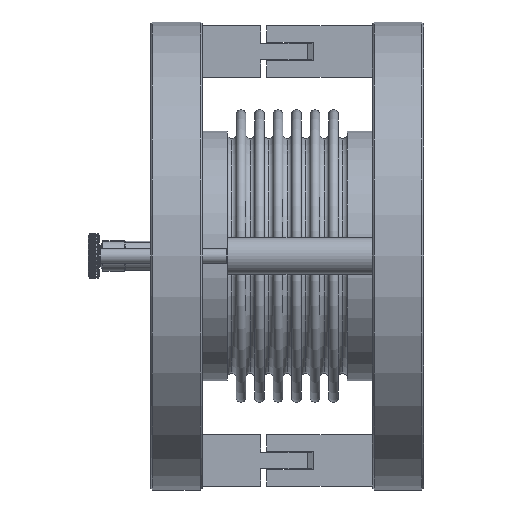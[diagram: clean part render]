
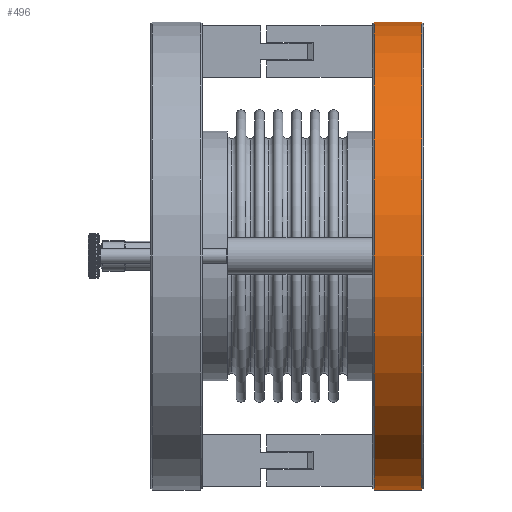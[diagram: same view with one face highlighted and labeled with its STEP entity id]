
A CAD part, left-side view. The second image highlights one B-rep face of the part: STEP entity #496.
In plain terms, the highlighted cylindrical face has radius 101.219 mm (diameter 202.438 mm), a partial arc.
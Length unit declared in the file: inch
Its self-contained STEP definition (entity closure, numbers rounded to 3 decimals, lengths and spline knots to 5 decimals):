
#496 = ADVANCED_FACE ( 'NONE', ( #15437 ), #15438, .T. ) ;
#2777 = DIRECTION ( 'NONE',  ( 0., 0., 1. ) ) ;
#2783 = DIRECTION ( 'NONE',  ( 0., 1., 0. ) ) ;
#2784 = CARTESIAN_POINT ( 'NONE',  ( 0., 0.03, 0. ) ) ;
#2849 = DIRECTION ( 'NONE',  ( 0., -1., 0. ) ) ;
#2857 = DIRECTION ( 'NONE',  ( 0., -1., 0. ) ) ;
#2860 = CARTESIAN_POINT ( 'NONE',  ( 0., 0.875, 3.985 ) ) ;
#2870 = CARTESIAN_POINT ( 'NONE',  ( 0., 0.875, -3.985 ) ) ;
#4392 = CARTESIAN_POINT ( 'NONE',  ( 0., 0.03, 3.985 ) ) ;
#4402 = CARTESIAN_POINT ( 'NONE',  ( 0., 0.03, -3.985 ) ) ;
#5373 = DIRECTION ( 'NONE',  ( 0., 0., 1. ) ) ;
#5386 = DIRECTION ( 'NONE',  ( 0., -1., 0. ) ) ;
#5389 = CARTESIAN_POINT ( 'NONE',  ( 0., 0.845, 0. ) ) ;
#11125 = EDGE_LOOP ( 'NONE', ( #23161, #23150, #15899, #15878 ) ) ;
#12137 = CARTESIAN_POINT ( 'NONE',  ( 0., 0.845, 3.985 ) ) ;
#12776 = VERTEX_POINT ( 'NONE', #29410 ) ;
#12931 = VERTEX_POINT ( 'NONE', #12137 ) ;
#14885 = CIRCLE ( 'NONE', #27767, 3.985 ) ;
#15071 = LINE ( 'NONE', #2860, #15075 ) ;
#15075 = VECTOR ( 'NONE', #2857, 39.37008 ) ;
#15080 = VECTOR ( 'NONE', #2849, 39.37008 ) ;
#15082 = LINE ( 'NONE', #2870, #15080 ) ;
#15112 = CIRCLE ( 'NONE', #27728, 3.985 ) ;
#15437 = FACE_OUTER_BOUND ( 'NONE', #11125, .T. ) ;
#15438 = CYLINDRICAL_SURFACE ( 'NONE', #23342, 3.985 ) ;
#15878 = ORIENTED_EDGE ( 'NONE', *, *, #22804, .F. ) ;
#15899 = ORIENTED_EDGE ( 'NONE', *, *, #22864, .T. ) ;
#17949 = CARTESIAN_POINT ( 'NONE',  ( 0., 0.875, 0. ) ) ;
#18465 = DIRECTION ( 'NONE',  ( 0., 0., 1. ) ) ;
#18467 = DIRECTION ( 'NONE',  ( 0., -1., 0. ) ) ;
#22342 = EDGE_CURVE ( 'NONE', #12931, #12776, #14885, .T. ) ;
#22804 = EDGE_CURVE ( 'NONE', #12931, #28314, #15071, .T. ) ;
#22812 = EDGE_CURVE ( 'NONE', #12776, #28312, #15082, .T. ) ;
#22864 = EDGE_CURVE ( 'NONE', #28312, #28314, #15112, .T. ) ;
#23150 = ORIENTED_EDGE ( 'NONE', *, *, #22812, .T. ) ;
#23161 = ORIENTED_EDGE ( 'NONE', *, *, #22342, .T. ) ;
#23342 = AXIS2_PLACEMENT_3D ( 'NONE', #17949, #18467, #18465 ) ;
#27728 = AXIS2_PLACEMENT_3D ( 'NONE', #2784, #2783, #2777 ) ;
#27767 = AXIS2_PLACEMENT_3D ( 'NONE', #5389, #5386, #5373 ) ;
#28312 = VERTEX_POINT ( 'NONE', #4402 ) ;
#28314 = VERTEX_POINT ( 'NONE', #4392 ) ;
#29410 = CARTESIAN_POINT ( 'NONE',  ( 0., 0.845, -3.985 ) ) ;
